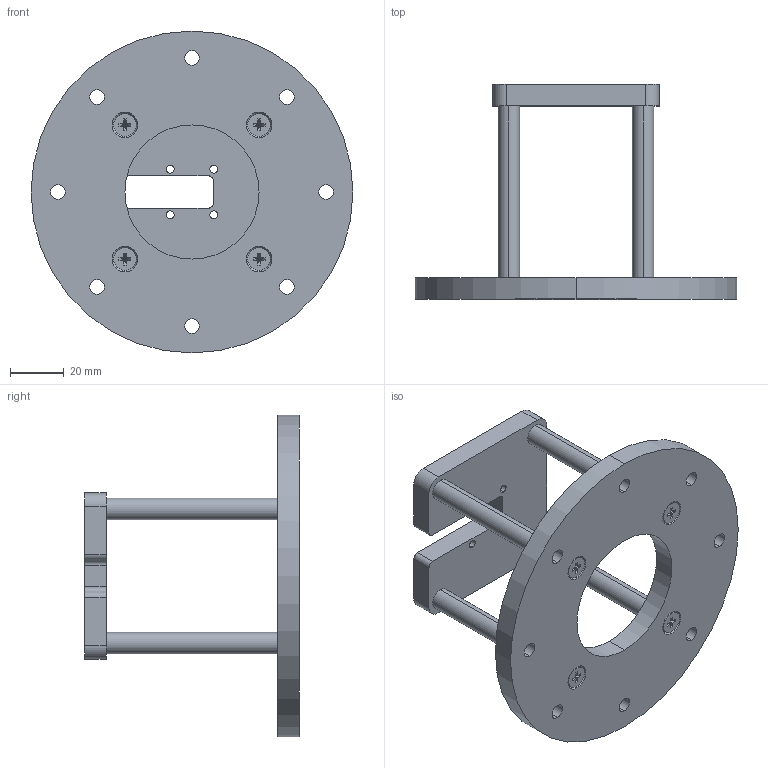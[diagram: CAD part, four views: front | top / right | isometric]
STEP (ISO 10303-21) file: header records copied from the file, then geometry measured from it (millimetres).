
FILE_DESCRIPTION (( 'STEP AP214' ), '1' );
FILE_NAME ('FMWAN042-MNT_3D.step', '2023-06-02T12:07:23', ( '' ), ( '' ), 'SwSTEP 2.0', 'SolidWorks 2022', '' );
FILE_SCHEMA (( 'AUTOMOTIVE_DESIGN' ));
Length unit declared in the file: millimetre
Products named in the file (5): FMWAN042-MNT_3D; Copy of FMWAN042-MNTT_STDF RND M4 FEM, 8OD X 64LG^FMWAN042-MNT; flat head screw_am_B18.6.7M - M4 x 0.7 x 10 Type I Cross Recessed FHMS --10N; Copy of FMWAN042-MNT_LWR PLT^FMWAN042-MNT; Copy of FMWAN042-MNT_UPR PLT^FMWAN042-MNT
Assembly tree (14 placements, depth 2):
  FMWAN042-MNT_3D
    Copy of FMWAN042-MNT_UPR PLT^FMWAN042-MNT
    Copy of FMWAN042-MNT_LWR PLT^FMWAN042-MNT
    Copy of FMWAN042-MNTT_STDF RND M4 FEM, 8OD X 64LG^FMWAN042-MNT  x4
    flat head screw_am_B18.6.7M - M4 x 0.7 x 10 Type I Cross Recessed FHMS --10N  x8
Bounding box: 120 x 80 x 120 mm (x, y, z)
Volume: 109399.5 mm3; surface area: 45694.4 mm2
Topology: 14 solids, 14 shells, 272 faces, 596 edges, 360 vertices
Faces by surface type: plane 140, cylinder 100, cone 32
Entity records: 3578 total; most frequent: DIRECTION 650, CARTESIAN_POINT 558, ORIENTED_EDGE 532, EDGE_CURVE 266, AXIS2_PLACEMENT_3D 260, VERTEX_POINT 168, EDGE_LOOP 152, CIRCLE 136
